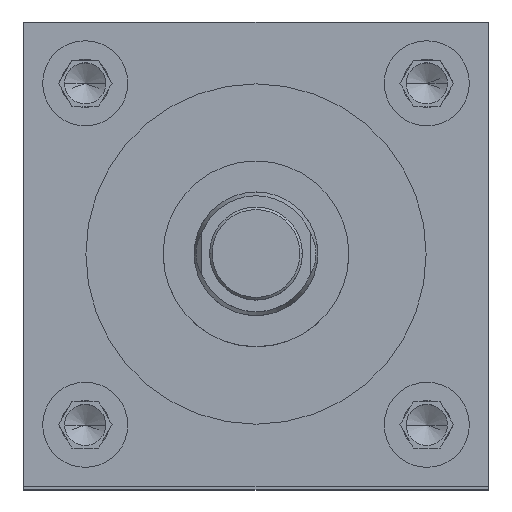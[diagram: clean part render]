
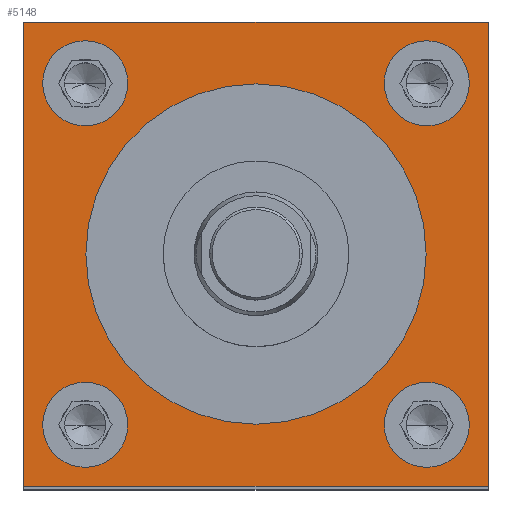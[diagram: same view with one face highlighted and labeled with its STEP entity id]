
A CAD part, top view. The second image highlights one B-rep face of the part: STEP entity #5148.
In plain terms, the highlighted planar face has unit normal (0, 0, 1).
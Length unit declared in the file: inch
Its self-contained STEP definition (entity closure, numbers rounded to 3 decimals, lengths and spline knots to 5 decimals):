
#38 = AXIS2_PLACEMENT_3D ( 'NONE', #2843, #4772, #5665 ) ;
#40 = DIRECTION ( 'NONE',  ( 0., 0., 1. ) ) ;
#48 = AXIS2_PLACEMENT_3D ( 'NONE', #2719, #2309, #4147 ) ;
#149 = ORIENTED_EDGE ( 'NONE', *, *, #2001, .F. ) ;
#172 = CARTESIAN_POINT ( 'NONE',  ( -1.38, -1.38, 18.25 ) ) ;
#180 = LINE ( 'NONE', #303, #4213 ) ;
#206 = VECTOR ( 'NONE', #3495, 39.37008 ) ;
#212 = CARTESIAN_POINT ( 'NONE',  ( -1.875, 1.875, 18.25 ) ) ;
#219 = CIRCLE ( 'NONE', #3765, 0.3435 ) ;
#303 = CARTESIAN_POINT ( 'NONE',  ( 1.875, -1.875, 18.25 ) ) ;
#487 = EDGE_CURVE ( 'NONE', #1257, #4219, #180, .T. ) ;
#526 = ORIENTED_EDGE ( 'NONE', *, *, #1135, .F. ) ;
#566 = EDGE_CURVE ( 'NONE', #5639, #4008, #5310, .T. ) ;
#653 = DIRECTION ( 'NONE',  ( 0., 0., 1. ) ) ;
#673 = DIRECTION ( 'NONE',  ( -1., 0., 0. ) ) ;
#687 = VERTEX_POINT ( 'NONE', #2010 ) ;
#700 = FACE_BOUND ( 'NONE', #4095, .T. ) ;
#759 = DIRECTION ( 'NONE',  ( 0., 0., 1. ) ) ;
#863 = ORIENTED_EDGE ( 'NONE', *, *, #4313, .F. ) ;
#976 = AXIS2_PLACEMENT_3D ( 'NONE', #3078, #653, #3110 ) ;
#1001 = CARTESIAN_POINT ( 'NONE',  ( 1.0365, 1.38, 18.25 ) ) ;
#1024 = EDGE_LOOP ( 'NONE', ( #1852, #149 ) ) ;
#1135 = EDGE_CURVE ( 'NONE', #4008, #5639, #1498, .T. ) ;
#1194 = CIRCLE ( 'NONE', #5745, 0.3435 ) ;
#1195 = FACE_BOUND ( 'NONE', #2658, .T. ) ;
#1226 = DIRECTION ( 'NONE',  ( 0., 0., -1. ) ) ;
#1255 = FACE_BOUND ( 'NONE', #1024, .T. ) ;
#1257 = VERTEX_POINT ( 'NONE', #2448 ) ;
#1314 = CARTESIAN_POINT ( 'NONE',  ( -1.875, -1.875, 18.25 ) ) ;
#1398 = CARTESIAN_POINT ( 'NONE',  ( 1.38, -1.38, 18.25 ) ) ;
#1498 = CIRCLE ( 'NONE', #5563, 0.3435 ) ;
#1562 = VECTOR ( 'NONE', #5816, 39.37008 ) ;
#1651 = CIRCLE ( 'NONE', #3809, 0.3435 ) ;
#1750 = EDGE_CURVE ( 'NONE', #4457, #2304, #5869, .T. ) ;
#1815 = CARTESIAN_POINT ( 'NONE',  ( -1.0365, -1.38, 18.25 ) ) ;
#1852 = ORIENTED_EDGE ( 'NONE', *, *, #1750, .F. ) ;
#1904 = CARTESIAN_POINT ( 'NONE',  ( 1.38, 1.38, 18.25 ) ) ;
#2001 = EDGE_CURVE ( 'NONE', #2304, #4457, #2372, .T. ) ;
#2010 = CARTESIAN_POINT ( 'NONE',  ( -1.875, 1.875, 18.25 ) ) ;
#2043 = ORIENTED_EDGE ( 'NONE', *, *, #4951, .F. ) ;
#2086 = ORIENTED_EDGE ( 'NONE', *, *, #4263, .T. ) ;
#2104 = CARTESIAN_POINT ( 'NONE',  ( -1.0365, 1.38, 18.25 ) ) ;
#2115 = ORIENTED_EDGE ( 'NONE', *, *, #4632, .T. ) ;
#2143 = VERTEX_POINT ( 'NONE', #1815 ) ;
#2195 = DIRECTION ( 'NONE',  ( 1., 0., 0. ) ) ;
#2210 = DIRECTION ( 'NONE',  ( 0., 0., 1. ) ) ;
#2304 = VERTEX_POINT ( 'NONE', #4315 ) ;
#2309 = DIRECTION ( 'NONE',  ( 0., 0., 1. ) ) ;
#2372 = CIRCLE ( 'NONE', #48, 1.375 ) ;
#2444 = LINE ( 'NONE', #5340, #206 ) ;
#2448 = CARTESIAN_POINT ( 'NONE',  ( 1.875, -1.875, 18.25 ) ) ;
#2453 = LINE ( 'NONE', #2929, #1562 ) ;
#2495 = VERTEX_POINT ( 'NONE', #3257 ) ;
#2502 = CIRCLE ( 'NONE', #976, 0.3435 ) ;
#2524 = VERTEX_POINT ( 'NONE', #1314 ) ;
#2549 = AXIS2_PLACEMENT_3D ( 'NONE', #2668, #2210, #5013 ) ;
#2572 = DIRECTION ( 'NONE',  ( 1., 0., 0. ) ) ;
#2658 = EDGE_LOOP ( 'NONE', ( #526, #3963 ) ) ;
#2668 = CARTESIAN_POINT ( 'NONE',  ( 0., 0., 18.25 ) ) ;
#2685 = FACE_BOUND ( 'NONE', #2813, .T. ) ;
#2719 = CARTESIAN_POINT ( 'NONE',  ( 0., 0., 18.25 ) ) ;
#2744 = DIRECTION ( 'NONE',  ( 1., 0., 0. ) ) ;
#2779 = CARTESIAN_POINT ( 'NONE',  ( -1.875, -1.875, 18.25 ) ) ;
#2813 = EDGE_LOOP ( 'NONE', ( #863, #3314 ) ) ;
#2843 = CARTESIAN_POINT ( 'NONE',  ( 1.38, -1.38, 18.25 ) ) ;
#2879 = ORIENTED_EDGE ( 'NONE', *, *, #487, .T. ) ;
#2890 = CARTESIAN_POINT ( 'NONE',  ( 1.7235, 1.38, 18.25 ) ) ;
#2929 = CARTESIAN_POINT ( 'NONE',  ( -1.875, -1.875, 18.25 ) ) ;
#2949 = AXIS2_PLACEMENT_3D ( 'NONE', #4302, #4203, #6197 ) ;
#3078 = CARTESIAN_POINT ( 'NONE',  ( 1.38, 1.38, 18.25 ) ) ;
#3110 = DIRECTION ( 'NONE',  ( 1., 0., 0. ) ) ;
#3134 = PLANE ( 'NONE',  #4559 ) ;
#3146 = EDGE_LOOP ( 'NONE', ( #2043, #4500 ) ) ;
#3216 = EDGE_CURVE ( 'NONE', #3445, #4643, #2502, .T. ) ;
#3257 = CARTESIAN_POINT ( 'NONE',  ( 1.7235, -1.38, 18.25 ) ) ;
#3278 = ORIENTED_EDGE ( 'NONE', *, *, #3216, .F. ) ;
#3314 = ORIENTED_EDGE ( 'NONE', *, *, #5807, .F. ) ;
#3369 = CIRCLE ( 'NONE', #38, 0.3435 ) ;
#3388 = CARTESIAN_POINT ( 'NONE',  ( 1.875, 1.875, 18.25 ) ) ;
#3445 = VERTEX_POINT ( 'NONE', #2890 ) ;
#3446 = DIRECTION ( 'NONE',  ( 0., 0., 1. ) ) ;
#3495 = DIRECTION ( 'NONE',  ( -1., 0., 0. ) ) ;
#3513 = ORIENTED_EDGE ( 'NONE', *, *, #5841, .F. ) ;
#3721 = DIRECTION ( 'NONE',  ( 0., 0., 1. ) ) ;
#3764 = EDGE_CURVE ( 'NONE', #2524, #1257, #4578, .T. ) ;
#3765 = AXIS2_PLACEMENT_3D ( 'NONE', #1904, #3721, #5135 ) ;
#3809 = AXIS2_PLACEMENT_3D ( 'NONE', #172, #4104, #2572 ) ;
#3822 = CARTESIAN_POINT ( 'NONE',  ( -1.38, 1.38, 18.25 ) ) ;
#3911 = EDGE_CURVE ( 'NONE', #6075, #2495, #3369, .T. ) ;
#3963 = ORIENTED_EDGE ( 'NONE', *, *, #566, .F. ) ;
#4008 = VERTEX_POINT ( 'NONE', #2104 ) ;
#4024 = CARTESIAN_POINT ( 'NONE',  ( -1.7235, -1.38, 18.25 ) ) ;
#4095 = EDGE_LOOP ( 'NONE', ( #3278, #3513 ) ) ;
#4104 = DIRECTION ( 'NONE',  ( 0., 0., 1. ) ) ;
#4147 = DIRECTION ( 'NONE',  ( 1., 0., 0. ) ) ;
#4203 = DIRECTION ( 'NONE',  ( 0., 0., 1. ) ) ;
#4213 = VECTOR ( 'NONE', #5110, 39.37008 ) ;
#4219 = VERTEX_POINT ( 'NONE', #3388 ) ;
#4263 = EDGE_CURVE ( 'NONE', #687, #2524, #2453, .T. ) ;
#4302 = CARTESIAN_POINT ( 'NONE',  ( -1.38, -1.38, 18.25 ) ) ;
#4313 = EDGE_CURVE ( 'NONE', #2143, #5005, #1651, .T. ) ;
#4315 = CARTESIAN_POINT ( 'NONE',  ( -1.375, 0., 18.25 ) ) ;
#4457 = VERTEX_POINT ( 'NONE', #4765 ) ;
#4500 = ORIENTED_EDGE ( 'NONE', *, *, #3911, .F. ) ;
#4510 = CARTESIAN_POINT ( 'NONE',  ( 1.0365, -1.38, 18.25 ) ) ;
#4559 = AXIS2_PLACEMENT_3D ( 'NONE', #212, #1226, #673 ) ;
#4578 = LINE ( 'NONE', #2779, #5589 ) ;
#4632 = EDGE_CURVE ( 'NONE', #4219, #687, #2444, .T. ) ;
#4643 = VERTEX_POINT ( 'NONE', #1001 ) ;
#4765 = CARTESIAN_POINT ( 'NONE',  ( 1.375, 0., 18.25 ) ) ;
#4772 = DIRECTION ( 'NONE',  ( 0., 0., 1. ) ) ;
#4795 = EDGE_LOOP ( 'NONE', ( #2086, #5115, #2879, #2115 ) ) ;
#4841 = DIRECTION ( 'NONE',  ( 1., 0., 0. ) ) ;
#4951 = EDGE_CURVE ( 'NONE', #2495, #6075, #1194, .T. ) ;
#5005 = VERTEX_POINT ( 'NONE', #4024 ) ;
#5013 = DIRECTION ( 'NONE',  ( 1., 0., 0. ) ) ;
#5030 = FACE_BOUND ( 'NONE', #3146, .T. ) ;
#5110 = DIRECTION ( 'NONE',  ( 0., 1., 0. ) ) ;
#5115 = ORIENTED_EDGE ( 'NONE', *, *, #3764, .T. ) ;
#5135 = DIRECTION ( 'NONE',  ( 1., 0., 0. ) ) ;
#5148 = ADVANCED_FACE ( 'NONE', ( #5030, #700, #2685, #1195, #1255, #6074 ), #3134, .F. ) ;
#5221 = CARTESIAN_POINT ( 'NONE',  ( -1.38, 1.38, 18.25 ) ) ;
#5310 = CIRCLE ( 'NONE', #6084, 0.3435 ) ;
#5340 = CARTESIAN_POINT ( 'NONE',  ( -1.875, 1.875, 18.25 ) ) ;
#5563 = AXIS2_PLACEMENT_3D ( 'NONE', #3822, #759, #2744 ) ;
#5589 = VECTOR ( 'NONE', #2195, 39.37008 ) ;
#5639 = VERTEX_POINT ( 'NONE', #5985 ) ;
#5665 = DIRECTION ( 'NONE',  ( 1., 0., 0. ) ) ;
#5745 = AXIS2_PLACEMENT_3D ( 'NONE', #1398, #40, #6181 ) ;
#5807 = EDGE_CURVE ( 'NONE', #5005, #2143, #6156, .T. ) ;
#5816 = DIRECTION ( 'NONE',  ( 0., -1., 0. ) ) ;
#5841 = EDGE_CURVE ( 'NONE', #4643, #3445, #219, .T. ) ;
#5869 = CIRCLE ( 'NONE', #2549, 1.375 ) ;
#5985 = CARTESIAN_POINT ( 'NONE',  ( -1.7235, 1.38, 18.25 ) ) ;
#6074 = FACE_OUTER_BOUND ( 'NONE', #4795, .T. ) ;
#6075 = VERTEX_POINT ( 'NONE', #4510 ) ;
#6084 = AXIS2_PLACEMENT_3D ( 'NONE', #5221, #3446, #4841 ) ;
#6156 = CIRCLE ( 'NONE', #2949, 0.3435 ) ;
#6181 = DIRECTION ( 'NONE',  ( 1., 0., 0. ) ) ;
#6197 = DIRECTION ( 'NONE',  ( 1., 0., 0. ) ) ;
